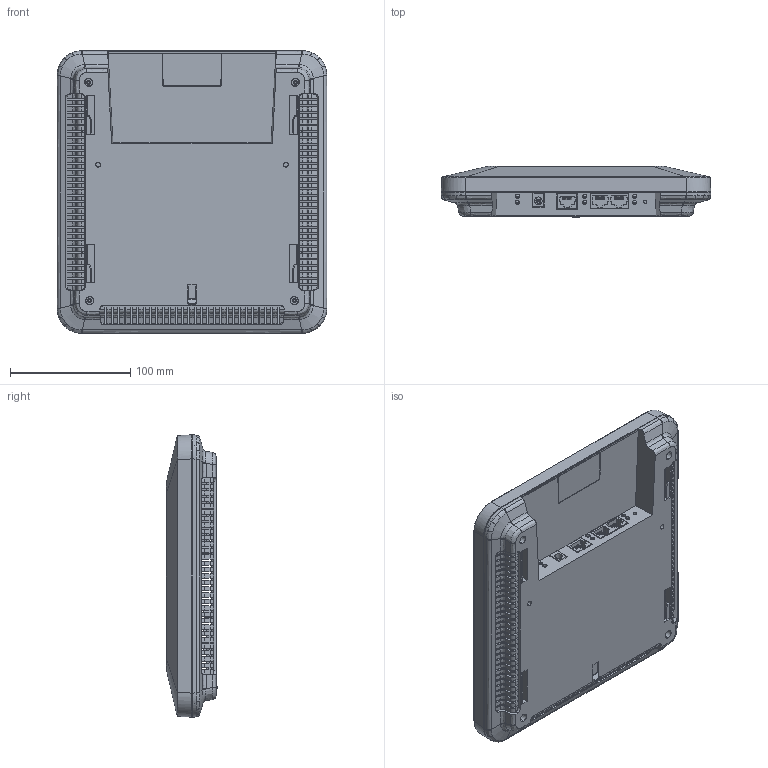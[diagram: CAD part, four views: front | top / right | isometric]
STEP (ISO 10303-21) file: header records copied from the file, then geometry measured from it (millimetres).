
FILE_DESCRIPTION (( 'STEP AP214' ), '1' );
FILE_NAME ('WEP-12ac.STEP', '2025-07-31T09:49:29', ( '' ), ( '' ), 'SwSTEP 2.0', 'SolidWorks 2023', '' );
FILE_SCHEMA (( 'AUTOMOTIVE_DESIGN' ));
Length unit declared in the file: millimetre
Products named in the file (10): __Case WEPv2_white; __WEP.002v2_White; __LPJE201NNL_LPJE201NNL_LINK-PP LPJE201NNL; __LPJE101CNL_LPJE101CNL; __SWT42_SWT42_SWT-42-4.3; WEP-12ac; __DJK_02A_DJK_02A_DJK-02; __WEP.001_White; __Plate wep12ac_2v9; __L130_L130
Assembly tree (11 placements, depth 3):
  WEP-12ac
    __Case WEPv2_white
      __WEP.001_White
      __WEP.002v2_White
    __Plate wep12ac_2v9
      __L130_L130  x3
      __LPJE101CNL_LPJE101CNL
      __LPJE201NNL_LPJE201NNL_LINK-PP LPJE201NNL
      __DJK_02A_DJK_02A_DJK-02
      __SWT42_SWT42_SWT-42-4.3
Bounding box: 224.04 x 42.5 x 234.59 mm (x, y, z)
Volume: 267921.1 mm3; surface area: 320499.8 mm2
Topology: 10 solids, 10 shells, 5708 faces, 16901 edges, 10699 vertices
Faces by surface type: plane 3491, bspline 1433, cylinder 571, cone 133, torus 66, sphere 14
Entity records: 253564 total; most frequent: CARTESIAN_POINT 114603, ORIENTED_EDGE 33442, DIRECTION 21921, EDGE_CURVE 16721, VECTOR 11649, LINE 11649, VERTEX_POINT 10585, EDGE_LOOP 5914
